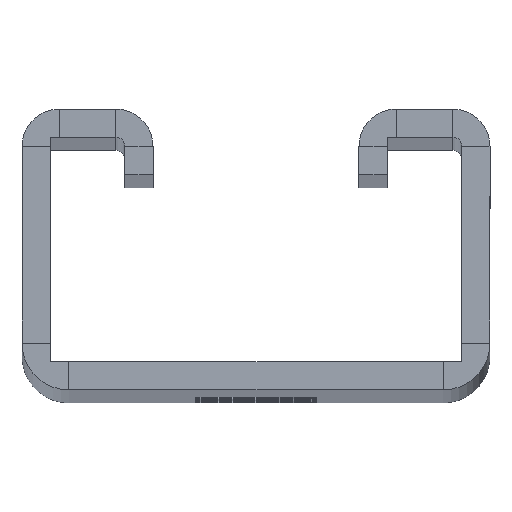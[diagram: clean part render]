
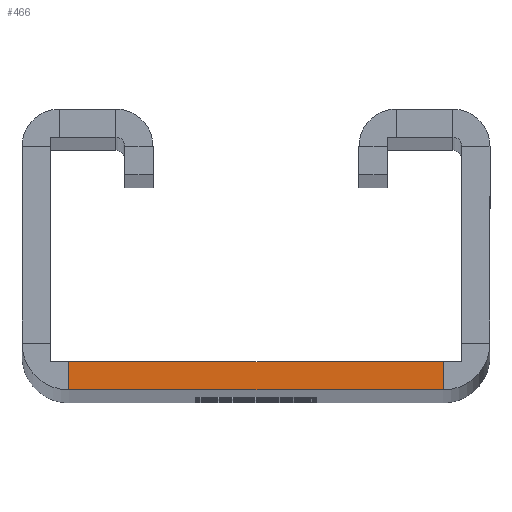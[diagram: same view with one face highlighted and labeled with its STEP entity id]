
A CAD part, top view. The second image highlights one B-rep face of the part: STEP entity #466.
In plain terms, the highlighted planar face has unit normal (0, 0, 1).
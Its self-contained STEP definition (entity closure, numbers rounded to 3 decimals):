
#7 = EDGE_CURVE ( 'NONE', #2377, #2194, #451, .T. ) ;
#28 = DIRECTION ( 'NONE',  ( -1., 0., 0. ) ) ;
#76 = LINE ( 'NONE', #443, #1345 ) ;
#227 = VECTOR ( 'NONE', #1000, 1000. ) ;
#234 = DIRECTION ( 'NONE',  ( 0., 0., 1. ) ) ;
#443 = CARTESIAN_POINT ( 'NONE',  ( -20., -27., 800. ) ) ;
#451 = LINE ( 'NONE', #1700, #227 ) ;
#463 = VERTEX_POINT ( 'NONE', #2123 ) ;
#466 = ADVANCED_FACE ( 'NONE', ( #1372 ), #1592, .T. ) ;
#763 = ORIENTED_EDGE ( 'NONE', *, *, #7, .T. ) ;
#867 = AXIS2_PLACEMENT_3D ( 'NONE', #1144, #234, #1925 ) ;
#916 = CARTESIAN_POINT ( 'NONE',  ( -20., -30., 800. ) ) ;
#932 = CARTESIAN_POINT ( 'NONE',  ( 20., -27., 800. ) ) ;
#1000 = DIRECTION ( 'NONE',  ( 0., 1., 0. ) ) ;
#1037 = DIRECTION ( 'NONE',  ( -1., 0., 0. ) ) ;
#1061 = VECTOR ( 'NONE', #1037, 1000. ) ;
#1087 = VERTEX_POINT ( 'NONE', #916 ) ;
#1144 = CARTESIAN_POINT ( 'NONE',  ( 22., -25., 800. ) ) ;
#1193 = CARTESIAN_POINT ( 'NONE',  ( -25., -30., 800. ) ) ;
#1194 = LINE ( 'NONE', #1970, #2422 ) ;
#1215 = DIRECTION ( 'NONE',  ( 0., -1., 0. ) ) ;
#1345 = VECTOR ( 'NONE', #1215, 1000. ) ;
#1365 = EDGE_CURVE ( 'NONE', #2377, #1087, #1400, .T. ) ;
#1372 = FACE_OUTER_BOUND ( 'NONE', #2459, .T. ) ;
#1380 = EDGE_CURVE ( 'NONE', #463, #1087, #76, .T. ) ;
#1400 = LINE ( 'NONE', #1193, #1061 ) ;
#1592 = PLANE ( 'NONE',  #867 ) ;
#1683 = ORIENTED_EDGE ( 'NONE', *, *, #1365, .F. ) ;
#1700 = CARTESIAN_POINT ( 'NONE',  ( 20., -30., 800. ) ) ;
#1827 = EDGE_CURVE ( 'NONE', #2194, #463, #1194, .T. ) ;
#1883 = ORIENTED_EDGE ( 'NONE', *, *, #1380, .T. ) ;
#1925 = DIRECTION ( 'NONE',  ( 1., 0., 0. ) ) ;
#1970 = CARTESIAN_POINT ( 'NONE',  ( -25., -27., 800. ) ) ;
#2123 = CARTESIAN_POINT ( 'NONE',  ( -20., -27., 800. ) ) ;
#2171 = ORIENTED_EDGE ( 'NONE', *, *, #1827, .T. ) ;
#2194 = VERTEX_POINT ( 'NONE', #932 ) ;
#2377 = VERTEX_POINT ( 'NONE', #2415 ) ;
#2415 = CARTESIAN_POINT ( 'NONE',  ( 20., -30., 800. ) ) ;
#2422 = VECTOR ( 'NONE', #28, 1000. ) ;
#2459 = EDGE_LOOP ( 'NONE', ( #1683, #763, #2171, #1883 ) ) ;
